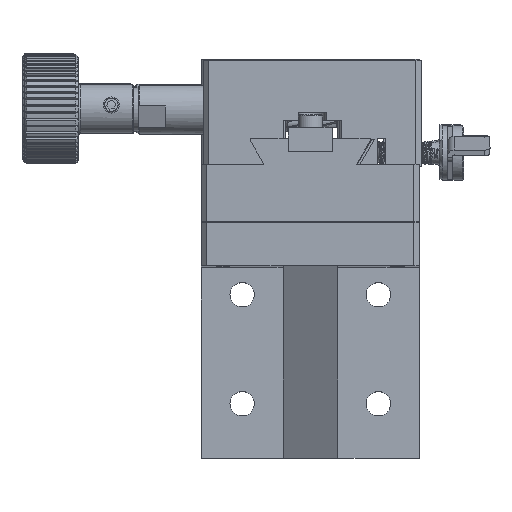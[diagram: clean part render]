
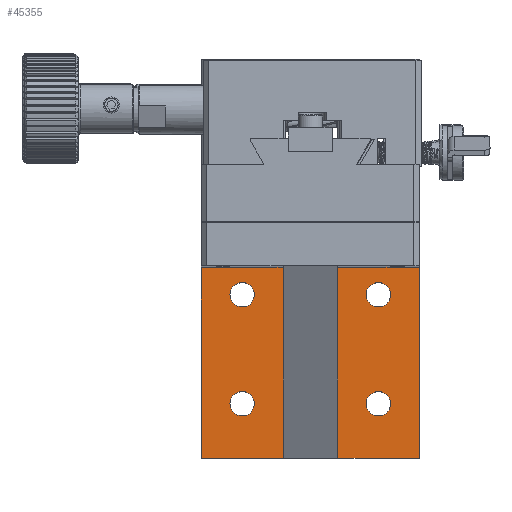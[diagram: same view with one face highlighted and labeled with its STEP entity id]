
A CAD part, top view. The second image highlights one B-rep face of the part: STEP entity #45355.
In plain terms, the highlighted planar face has unit normal (0, 0, 1).
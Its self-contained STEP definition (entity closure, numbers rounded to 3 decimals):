
#3237 = CARTESIAN_POINT ( 'NONE',  ( -22.22, 1.106, -117. ) ) ;
#3285 = EDGE_LOOP ( 'NONE', ( #23123 ) ) ;
#3322 = ORIENTED_EDGE ( 'NONE', *, *, #237092, .T. ) ;
#3861 = AXIS2_PLACEMENT_3D ( 'NONE', #6679, #306199, #126878 ) ;
#4583 = DIRECTION ( 'NONE',  ( 1., 0., 0. ) ) ;
#5560 = DIRECTION ( 'NONE',  ( 0., 0., -1. ) ) ;
#6679 = CARTESIAN_POINT ( 'NONE',  ( -10.22, -8.894, -117. ) ) ;
#8297 = DIRECTION ( 'NONE',  ( 0., 0., -1. ) ) ;
#9599 = CIRCLE ( 'NONE', #140904, 2.25 ) ;
#11365 = EDGE_CURVE ( 'NONE', #114778, #195617, #45713, .T. ) ;
#11725 = EDGE_LOOP ( 'NONE', ( #198801 ) ) ;
#18671 = EDGE_CURVE ( 'NONE', #253050, #253050, #9599, .T. ) ;
#19174 = CARTESIAN_POINT ( 'NONE',  ( 9.78, 6.106, -117. ) ) ;
#21180 = EDGE_LOOP ( 'NONE', ( #201233 ) ) ;
#23123 = ORIENTED_EDGE ( 'NONE', *, *, #149771, .T. ) ;
#27723 = FACE_BOUND ( 'NONE', #21180, .T. ) ;
#28540 = LINE ( 'NONE', #128863, #140747 ) ;
#42683 = DIRECTION ( 'NONE',  ( 0., 1., 0. ) ) ;
#44337 = CARTESIAN_POINT ( 'NONE',  ( -24.47, 1.106, -117. ) ) ;
#45355 = ADVANCED_FACE ( 'NONE', ( #77052, #177413, #253153, #27723, #228482, #132906, #85127, #281103, #60438 ), #185502, .T. ) ;
#45713 = LINE ( 'NONE', #291045, #302870 ) ;
#45744 = ORIENTED_EDGE ( 'NONE', *, *, #268754, .T. ) ;
#47190 = DIRECTION ( 'NONE',  ( 0., 0., -1. ) ) ;
#49848 = ORIENTED_EDGE ( 'NONE', *, *, #185129, .T. ) ;
#52475 = EDGE_LOOP ( 'NONE', ( #57958 ) ) ;
#54661 = CARTESIAN_POINT ( 'NONE',  ( 9.78, -36.894, -117. ) ) ;
#57193 = CARTESIAN_POINT ( 'NONE',  ( 9.78, 6.106, -117. ) ) ;
#57958 = ORIENTED_EDGE ( 'NONE', *, *, #279928, .T. ) ;
#60438 = FACE_BOUND ( 'NONE', #52475, .T. ) ;
#64262 = CARTESIAN_POINT ( 'NONE',  ( -22.72, -6.894, -117. ) ) ;
#68622 = DIRECTION ( 'NONE',  ( -1., 0., 0. ) ) ;
#74737 = VERTEX_POINT ( 'NONE', #277138 ) ;
#75278 = AXIS2_PLACEMENT_3D ( 'NONE', #64262, #217286, #120108 ) ;
#76464 = EDGE_CURVE ( 'NONE', #309507, #177805, #28540, .T. ) ;
#77052 = FACE_OUTER_BOUND ( 'NONE', #82298, .T. ) ;
#82298 = EDGE_LOOP ( 'NONE', ( #188438, #248651, #90543, #3322 ) ) ;
#85127 = FACE_BOUND ( 'NONE', #213499, .T. ) ;
#85599 = CARTESIAN_POINT ( 'NONE',  ( -10.22, -28.894, -117. ) ) ;
#88017 = CARTESIAN_POINT ( 'NONE',  ( -24.97, -26.894, -117. ) ) ;
#90543 = ORIENTED_EDGE ( 'NONE', *, *, #11365, .T. ) ;
#97179 = CARTESIAN_POINT ( 'NONE',  ( -12.47, -28.894, -117. ) ) ;
#99521 = AXIS2_PLACEMENT_3D ( 'NONE', #237501, #235873, #212784 ) ;
#114778 = VERTEX_POINT ( 'NONE', #303983 ) ;
#116538 = DIRECTION ( 'NONE',  ( 0., -1., 0. ) ) ;
#120108 = DIRECTION ( 'NONE',  ( -1., 0., 0. ) ) ;
#122237 = EDGE_CURVE ( 'NONE', #280610, #280610, #204790, .T. ) ;
#122637 = CARTESIAN_POINT ( 'NONE',  ( 9.78, 6.106, -117. ) ) ;
#125323 = VERTEX_POINT ( 'NONE', #145168 ) ;
#126135 = CIRCLE ( 'NONE', #205070, 2.25 ) ;
#126312 = VECTOR ( 'NONE', #306440, 1000. ) ;
#126470 = DIRECTION ( 'NONE',  ( 0., 0., -1. ) ) ;
#126878 = DIRECTION ( 'NONE',  ( -1., 0., 0. ) ) ;
#128863 = CARTESIAN_POINT ( 'NONE',  ( 9.78, 6.106, -117. ) ) ;
#129244 = ORIENTED_EDGE ( 'NONE', *, *, #318089, .T. ) ;
#131982 = EDGE_LOOP ( 'NONE', ( #45744 ) ) ;
#132906 = FACE_BOUND ( 'NONE', #228395, .T. ) ;
#140747 = VECTOR ( 'NONE', #42683, 1000. ) ;
#140904 = AXIS2_PLACEMENT_3D ( 'NONE', #324910, #5560, #180025 ) ;
#145168 = CARTESIAN_POINT ( 'NONE',  ( 0.03, -26.894, -117. ) ) ;
#145405 = CARTESIAN_POINT ( 'NONE',  ( 9.78, -36.894, -117. ) ) ;
#149771 = EDGE_CURVE ( 'NONE', #240879, #240879, #185654, .T. ) ;
#152002 = CARTESIAN_POINT ( 'NONE',  ( -30.22, -36.894, -117. ) ) ;
#155774 = AXIS2_PLACEMENT_3D ( 'NONE', #295754, #47190, #68622 ) ;
#157606 = DIRECTION ( 'NONE',  ( 0., 0., 1. ) ) ;
#168611 = VERTEX_POINT ( 'NONE', #88017 ) ;
#168921 = CIRCLE ( 'NONE', #253071, 2.25 ) ;
#170965 = CARTESIAN_POINT ( 'NONE',  ( 2.28, -26.894, -117. ) ) ;
#173637 = LINE ( 'NONE', #122637, #205304 ) ;
#176062 = DIRECTION ( 'NONE',  ( -1., 0., 0. ) ) ;
#176865 = DIRECTION ( 'NONE',  ( -1., 0., 0. ) ) ;
#177413 = FACE_BOUND ( 'NONE', #3285, .T. ) ;
#177805 = VERTEX_POINT ( 'NONE', #19174 ) ;
#180025 = DIRECTION ( 'NONE',  ( -1., 0., 0. ) ) ;
#185129 = EDGE_CURVE ( 'NONE', #195724, #195724, #126135, .T. ) ;
#185502 = PLANE ( 'NONE',  #310861 ) ;
#185654 = CIRCLE ( 'NONE', #290966, 2.25 ) ;
#188438 = ORIENTED_EDGE ( 'NONE', *, *, #76464, .T. ) ;
#195617 = VERTEX_POINT ( 'NONE', #152002 ) ;
#195724 = VERTEX_POINT ( 'NONE', #44337 ) ;
#198801 = ORIENTED_EDGE ( 'NONE', *, *, #216643, .T. ) ;
#201233 = ORIENTED_EDGE ( 'NONE', *, *, #18671, .T. ) ;
#204790 = CIRCLE ( 'NONE', #99521, 2.25 ) ;
#205070 = AXIS2_PLACEMENT_3D ( 'NONE', #3237, #273233, #176062 ) ;
#205304 = VECTOR ( 'NONE', #176865, 1000. ) ;
#212784 = DIRECTION ( 'NONE',  ( -1., 0., 0. ) ) ;
#213499 = EDGE_LOOP ( 'NONE', ( #129244 ) ) ;
#216643 = EDGE_CURVE ( 'NONE', #168611, #168611, #245025, .T. ) ;
#217286 = DIRECTION ( 'NONE',  ( 0., 0., -1. ) ) ;
#228395 = EDGE_LOOP ( 'NONE', ( #281931 ) ) ;
#228482 = FACE_BOUND ( 'NONE', #284342, .T. ) ;
#234433 = CARTESIAN_POINT ( 'NONE',  ( 0.03, -6.894, -117. ) ) ;
#235873 = DIRECTION ( 'NONE',  ( 0., 0., -1. ) ) ;
#237092 = EDGE_CURVE ( 'NONE', #195617, #309507, #258706, .T. ) ;
#237501 = CARTESIAN_POINT ( 'NONE',  ( 2.28, -6.894, -117. ) ) ;
#240879 = VERTEX_POINT ( 'NONE', #97179 ) ;
#245025 = CIRCLE ( 'NONE', #155774, 2.25 ) ;
#248651 = ORIENTED_EDGE ( 'NONE', *, *, #305428, .T. ) ;
#253050 = VERTEX_POINT ( 'NONE', #325462 ) ;
#253071 = AXIS2_PLACEMENT_3D ( 'NONE', #170965, #126470, #271389 ) ;
#253153 = FACE_BOUND ( 'NONE', #131982, .T. ) ;
#258706 = LINE ( 'NONE', #54661, #126312 ) ;
#264383 = CIRCLE ( 'NONE', #75278, 2.25 ) ;
#268754 = EDGE_CURVE ( 'NONE', #74737, #74737, #282290, .T. ) ;
#271389 = DIRECTION ( 'NONE',  ( -1., 0., 0. ) ) ;
#273233 = DIRECTION ( 'NONE',  ( 0., 0., -1. ) ) ;
#277138 = CARTESIAN_POINT ( 'NONE',  ( -12.47, -8.894, -117. ) ) ;
#279928 = EDGE_CURVE ( 'NONE', #308264, #308264, #264383, .T. ) ;
#280610 = VERTEX_POINT ( 'NONE', #234433 ) ;
#281103 = FACE_BOUND ( 'NONE', #11725, .T. ) ;
#281931 = ORIENTED_EDGE ( 'NONE', *, *, #122237, .T. ) ;
#282290 = CIRCLE ( 'NONE', #3861, 2.25 ) ;
#284342 = EDGE_LOOP ( 'NONE', ( #49848 ) ) ;
#285250 = CARTESIAN_POINT ( 'NONE',  ( -24.97, -6.894, -117. ) ) ;
#290966 = AXIS2_PLACEMENT_3D ( 'NONE', #85599, #8297, #311084 ) ;
#291045 = CARTESIAN_POINT ( 'NONE',  ( -30.22, 6.106, -117. ) ) ;
#295754 = CARTESIAN_POINT ( 'NONE',  ( -22.72, -26.894, -117. ) ) ;
#302870 = VECTOR ( 'NONE', #116538, 1000. ) ;
#303983 = CARTESIAN_POINT ( 'NONE',  ( -30.22, 6.106, -117. ) ) ;
#305428 = EDGE_CURVE ( 'NONE', #177805, #114778, #173637, .T. ) ;
#306199 = DIRECTION ( 'NONE',  ( 0., 0., -1. ) ) ;
#306440 = DIRECTION ( 'NONE',  ( 1., 0., 0. ) ) ;
#308264 = VERTEX_POINT ( 'NONE', #285250 ) ;
#309507 = VERTEX_POINT ( 'NONE', #145405 ) ;
#310861 = AXIS2_PLACEMENT_3D ( 'NONE', #57193, #157606, #4583 ) ;
#311084 = DIRECTION ( 'NONE',  ( -1., 0., 0. ) ) ;
#318089 = EDGE_CURVE ( 'NONE', #125323, #125323, #168921, .T. ) ;
#324910 = CARTESIAN_POINT ( 'NONE',  ( 1.78, 1.106, -117. ) ) ;
#325462 = CARTESIAN_POINT ( 'NONE',  ( -0.47, 1.106, -117. ) ) ;
